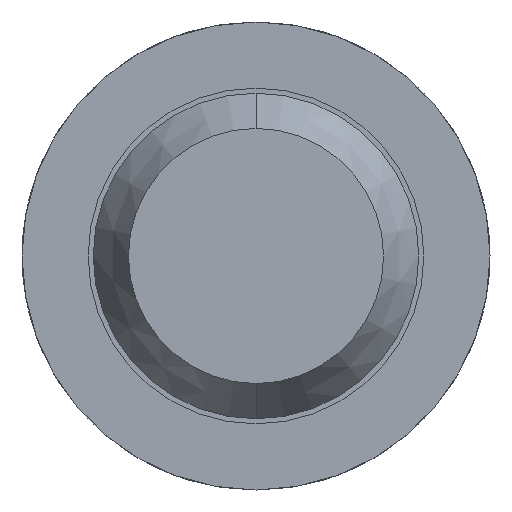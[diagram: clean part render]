
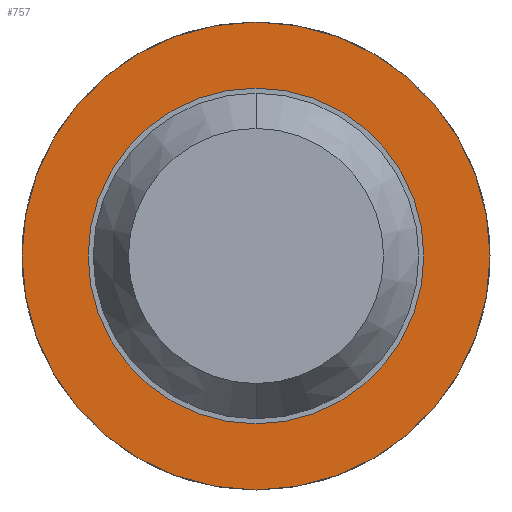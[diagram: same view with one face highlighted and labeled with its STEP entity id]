
A CAD part, front view. The second image highlights one B-rep face of the part: STEP entity #757.
In plain terms, the highlighted planar face has unit normal (0, -1, 0).
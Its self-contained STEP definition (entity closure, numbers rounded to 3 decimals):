
#46 = DIRECTION ( 'NONE',  ( 0., 0., 1. ) ) ;
#121 = CARTESIAN_POINT ( 'NONE',  ( 0., -1.7, 0. ) ) ;
#419 = CARTESIAN_POINT ( 'NONE',  ( 0., -1.7, 0. ) ) ;
#481 = VERTEX_POINT ( 'NONE', #3638 ) ;
#504 = AXIS2_PLACEMENT_3D ( 'NONE', #4548, #3320, #2917 ) ;
#674 = ORIENTED_EDGE ( 'NONE', *, *, #2243, .F. ) ;
#757 = ADVANCED_FACE ( 'Defeature ausgef�hrt2_8', ( #1262, #4357 ), #1339, .F. ) ;
#847 = CIRCLE ( 'NONE', #2847, 0.825 ) ;
#965 = AXIS2_PLACEMENT_3D ( 'NONE', #3527, #3143, #1940 ) ;
#1068 = VERTEX_POINT ( 'NONE', #1073 ) ;
#1073 = CARTESIAN_POINT ( 'NONE',  ( 0., -1.7, -1.15 ) ) ;
#1215 = DIRECTION ( 'NONE',  ( 0., 1., 0. ) ) ;
#1239 = DIRECTION ( 'NONE',  ( 0., 0., 1. ) ) ;
#1262 = FACE_OUTER_BOUND ( 'NONE', #2968, .T. ) ;
#1339 = PLANE ( 'NONE',  #504 ) ;
#1528 = CIRCLE ( 'NONE', #4256, 0.825 ) ;
#1869 = VERTEX_POINT ( 'NONE', #3842 ) ;
#1940 = DIRECTION ( 'NONE',  ( 0., 0., 1. ) ) ;
#2181 = ORIENTED_EDGE ( 'NONE', *, *, #4467, .T. ) ;
#2243 = EDGE_CURVE ( 'Defeature ausgef�hrt2_4+Defeature ausgef�hrt2_8+Defeature ausgef�hrt2_8+Defeature ausgef�hrt2_8', #1869, #1068, #4373, .T. ) ;
#2275 = AXIS2_PLACEMENT_3D ( 'NONE', #3669, #1215, #1239 ) ;
#2599 = CARTESIAN_POINT ( 'NONE',  ( 0., -1.7, 0.825 ) ) ;
#2707 = ORIENTED_EDGE ( 'NONE', *, *, #3607, .F. ) ;
#2847 = AXIS2_PLACEMENT_3D ( 'NONE', #419, #4901, #46 ) ;
#2917 = DIRECTION ( 'NONE',  ( 0., 0., 1. ) ) ;
#2968 = EDGE_LOOP ( 'NONE', ( #674, #2707 ) ) ;
#3143 = DIRECTION ( 'NONE',  ( 0., 1., 0. ) ) ;
#3293 = DIRECTION ( 'NONE',  ( 0., 1., 0. ) ) ;
#3320 = DIRECTION ( 'NONE',  ( 0., 1., 0. ) ) ;
#3493 = CIRCLE ( 'NONE', #2275, 1.15 ) ;
#3527 = CARTESIAN_POINT ( 'NONE',  ( 0., -1.7, 0. ) ) ;
#3558 = EDGE_LOOP ( 'NONE', ( #2181, #4523 ) ) ;
#3607 = EDGE_CURVE ( 'Defeature ausgef�hrt2_4+Defeature ausgef�hrt2_8+Defeature ausgef�hrt2_8+Defeature ausgef�hrt2_8', #1068, #1869, #3493, .T. ) ;
#3638 = CARTESIAN_POINT ( 'NONE',  ( 0., -1.7, -0.825 ) ) ;
#3669 = CARTESIAN_POINT ( 'NONE',  ( 0., -1.7, 0. ) ) ;
#3842 = CARTESIAN_POINT ( 'NONE',  ( 0., -1.7, 1.15 ) ) ;
#4256 = AXIS2_PLACEMENT_3D ( 'NONE', #121, #3293, #4950 ) ;
#4357 = FACE_BOUND ( 'NONE', #3558, .T. ) ;
#4373 = CIRCLE ( 'NONE', #965, 1.15 ) ;
#4467 = EDGE_CURVE ( 'Defeature ausgef�hrt2_8+Defeature ausgef�hrt2_7+Defeature ausgef�hrt2_7+Defeature ausgef�hrt2_7', #4638, #481, #847, .T. ) ;
#4523 = ORIENTED_EDGE ( 'NONE', *, *, #4978, .T. ) ;
#4548 = CARTESIAN_POINT ( 'NONE',  ( 0.825, -1.7, 0. ) ) ;
#4638 = VERTEX_POINT ( 'NONE', #2599 ) ;
#4901 = DIRECTION ( 'NONE',  ( 0., 1., 0. ) ) ;
#4950 = DIRECTION ( 'NONE',  ( 0., 0., 1. ) ) ;
#4978 = EDGE_CURVE ( 'Defeature ausgef�hrt2_8+Defeature ausgef�hrt2_7+Defeature ausgef�hrt2_7+Defeature ausgef�hrt2_7', #481, #4638, #1528, .T. ) ;
